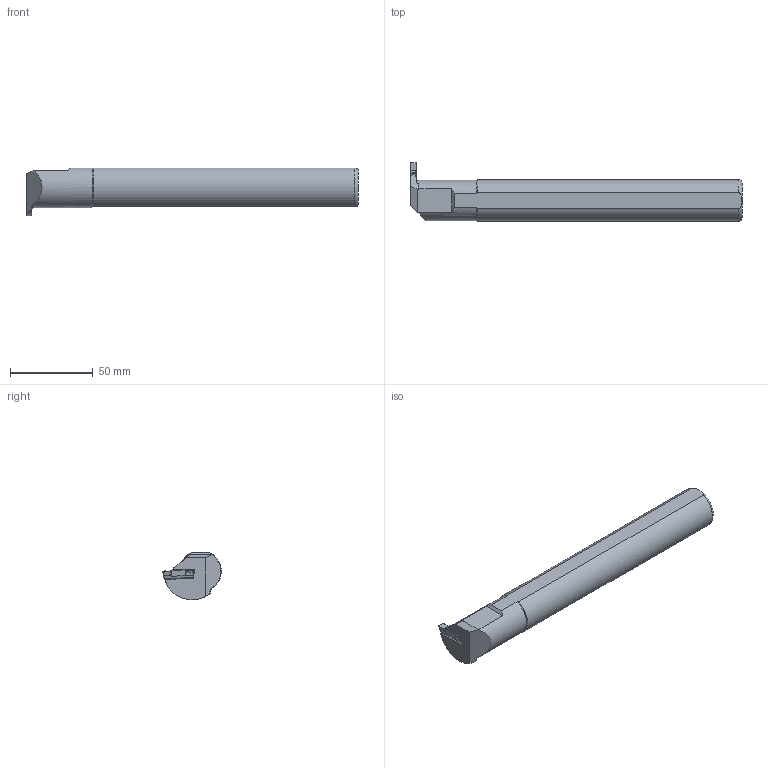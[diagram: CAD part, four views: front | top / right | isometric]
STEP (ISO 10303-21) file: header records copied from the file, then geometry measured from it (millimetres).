
FILE_DESCRIPTION(/* description */ (''),/* implementation_level */ '2;1');
FILE_NAME(/* name */ 'AIKT-IG-L-25-4-T10-H.stp',/* time_stamp */ '2024-07-03T08:51:39+03:00',/* author */ (''),/* organization */ (''),/* preprocessor_version */ 'ST-DEVELOPER v19.4',/* originating_system */ 'SIEMENS PLM Software NX2306.3001',/* authorisation */ '');
FILE_SCHEMA (('AUTOMOTIVE_DESIGN { 1 0 10303 214 3 1 1 1 }'));
Length unit declared in the file: millimetre
Products named in the file (1): AIKT-IG-L-25-4-T10-H-STEP_objects
Bounding box: 200.01 x 35.18 x 28.75 mm (x, y, z)
Volume: 94458.5 mm3; surface area: 17106.4 mm2
Topology: 2 solids, 2 shells, 141 faces, 411 edges, 274 vertices
Faces by surface type: bspline 80, plane 34, cylinder 21, torus 4, cone 2
Entity records: 15136 total; most frequent: CARTESIAN_POINT 11184, ORIENTED_EDGE 818, EDGE_CURVE 409, B_SPLINE_CURVE_WITH_KNOTS 295, VERTEX_POINT 273, DIRECTION 268, PRESENTATION_STYLE_ASSIGNMENT 143, SURFACE_STYLE_USAGE 143
